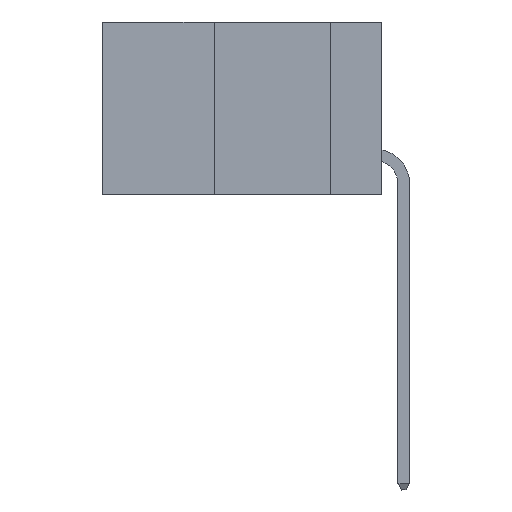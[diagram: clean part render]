
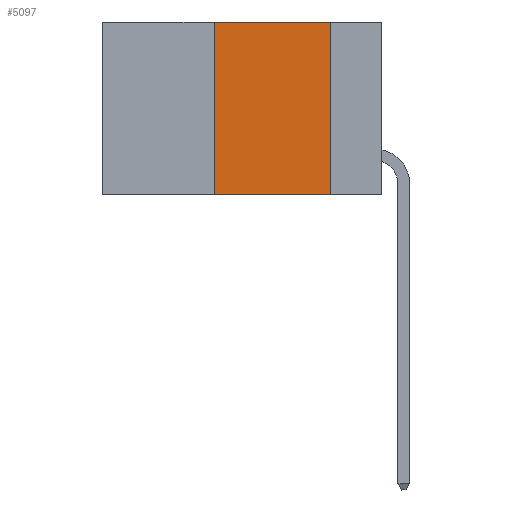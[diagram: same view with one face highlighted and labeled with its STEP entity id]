
A CAD part, left-side view. The second image highlights one B-rep face of the part: STEP entity #5097.
In plain terms, the highlighted planar face has unit normal (-1, 0, 0).
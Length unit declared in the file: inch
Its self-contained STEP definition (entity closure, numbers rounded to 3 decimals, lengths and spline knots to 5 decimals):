
#500 = CARTESIAN_POINT ( 'NONE',  ( 0., 0.6, 0. ) ) ;
#2575 = DIRECTION ( 'NONE',  ( 0., -1., 0. ) ) ;
#3907 = CARTESIAN_POINT ( 'NONE',  ( 0., 0.11, 0. ) ) ;
#4744 = VERTEX_POINT ( 'NONE', #7664 ) ;
#5097 = ADVANCED_FACE ( 'NONE', ( #17803 ), #30890, .F. ) ;
#6036 = CARTESIAN_POINT ( 'NONE',  ( 0., 0.6, -0.37 ) ) ;
#7664 = CARTESIAN_POINT ( 'NONE',  ( 0., 0.11, -0.37 ) ) ;
#7981 = CARTESIAN_POINT ( 'NONE',  ( 0., 0.36, 0. ) ) ;
#8622 = CARTESIAN_POINT ( 'NONE',  ( 0., 0.36, -0.37 ) ) ;
#8886 = VERTEX_POINT ( 'NONE', #16542 ) ;
#9466 = LINE ( 'NONE', #3907, #10368 ) ;
#9880 = ORIENTED_EDGE ( 'NONE', *, *, #18865, .T. ) ;
#10368 = VECTOR ( 'NONE', #25598, 39.37008 ) ;
#12164 = CARTESIAN_POINT ( 'NONE',  ( 0., 0.36, 0. ) ) ;
#12658 = ORIENTED_EDGE ( 'NONE', *, *, #13622, .F. ) ;
#13622 = EDGE_CURVE ( 'NONE', #8886, #4744, #9466, .T. ) ;
#13646 = VECTOR ( 'NONE', #34962, 39.37008 ) ;
#14377 = DIRECTION ( 'NONE',  ( 1., 0., 0. ) ) ;
#15153 = EDGE_CURVE ( 'NONE', #27168, #16753, #24386, .T. ) ;
#16542 = CARTESIAN_POINT ( 'NONE',  ( 0., 0.11, 0. ) ) ;
#16687 = ORIENTED_EDGE ( 'NONE', *, *, #15153, .F. ) ;
#16753 = VERTEX_POINT ( 'NONE', #12164 ) ;
#17803 = FACE_OUTER_BOUND ( 'NONE', #19293, .T. ) ;
#18855 = LINE ( 'NONE', #6036, #21834 ) ;
#18865 = EDGE_CURVE ( 'NONE', #27168, #4744, #18855, .T. ) ;
#19293 = EDGE_LOOP ( 'NONE', ( #12658, #32073, #16687, #9880 ) ) ;
#21834 = VECTOR ( 'NONE', #2575, 39.37008 ) ;
#22798 = CARTESIAN_POINT ( 'NONE',  ( 0., 0.6, 0. ) ) ;
#22926 = DIRECTION ( 'NONE',  ( 0., 0., -1. ) ) ;
#23942 = AXIS2_PLACEMENT_3D ( 'NONE', #22798, #14377, #22926 ) ;
#24386 = LINE ( 'NONE', #7981, #13646 ) ;
#24588 = EDGE_CURVE ( 'NONE', #16753, #8886, #32024, .T. ) ;
#25216 = DIRECTION ( 'NONE',  ( 0., -1., 0. ) ) ;
#25598 = DIRECTION ( 'NONE',  ( 0., 0., -1. ) ) ;
#26875 = VECTOR ( 'NONE', #25216, 39.37008 ) ;
#27168 = VERTEX_POINT ( 'NONE', #8622 ) ;
#30890 = PLANE ( 'NONE',  #23942 ) ;
#32024 = LINE ( 'NONE', #500, #26875 ) ;
#32073 = ORIENTED_EDGE ( 'NONE', *, *, #24588, .F. ) ;
#34962 = DIRECTION ( 'NONE',  ( 0., 0., 1. ) ) ;
